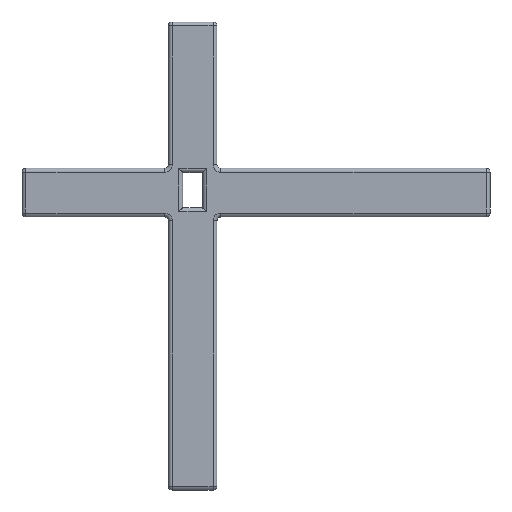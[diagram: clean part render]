
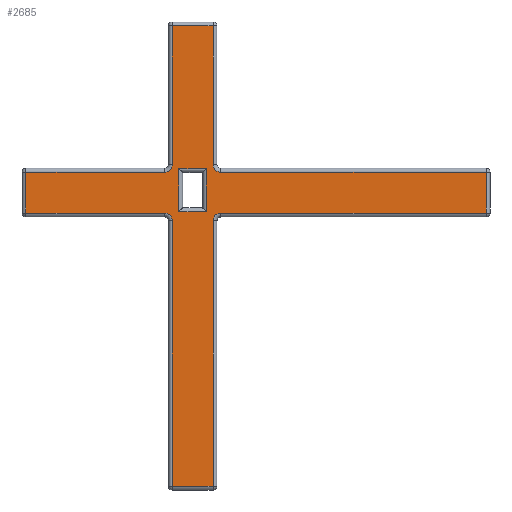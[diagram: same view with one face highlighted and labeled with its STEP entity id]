
A CAD part, front view. The second image highlights one B-rep face of the part: STEP entity #2685.
In plain terms, the highlighted planar face has unit normal (0, -1, 0).
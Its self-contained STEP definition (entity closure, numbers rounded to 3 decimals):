
#1651 = VERTEX_POINT('',#1652);
#1652 = CARTESIAN_POINT('',(7.5,-121.,76.5));
#1659 = EDGE_CURVE('',#1651,#1660,#1662,.T.);
#1660 = VERTEX_POINT('',#1661);
#1661 = CARTESIAN_POINT('',(7.5,-121.,-59.5));
#1662 = LINE('',#1663,#1664);
#1663 = CARTESIAN_POINT('',(7.5,-121.,78.5));
#1664 = VECTOR('',#1665,1.);
#1665 = DIRECTION('',(0.,0.,-1.));
#1715 = VERTEX_POINT('',#1716);
#1716 = CARTESIAN_POINT('',(28.5,-121.,-59.5));
#1723 = EDGE_CURVE('',#1715,#1724,#1726,.T.);
#1724 = VERTEX_POINT('',#1725);
#1725 = CARTESIAN_POINT('',(28.5,-121.,76.5));
#1726 = LINE('',#1727,#1728);
#1727 = CARTESIAN_POINT('',(28.5,-121.,-61.5));
#1728 = VECTOR('',#1729,1.);
#1729 = DIRECTION('',(0.,0.,1.));
#1779 = EDGE_CURVE('',#1651,#1780,#1782,.T.);
#1780 = VERTEX_POINT('',#1781);
#1781 = CARTESIAN_POINT('',(3.5,-121.,80.5));
#1782 = CIRCLE('',#1783,4.);
#1783 = AXIS2_PLACEMENT_3D('',#1784,#1785,#1786);
#1784 = CARTESIAN_POINT('',(3.5,-121.,76.5));
#1785 = DIRECTION('',(0.,-1.,0.));
#1786 = DIRECTION('',(1.,0.,0.));
#1805 = EDGE_CURVE('',#1724,#1806,#1808,.T.);
#1806 = VERTEX_POINT('',#1807);
#1807 = CARTESIAN_POINT('',(32.5,-121.,80.5));
#1808 = CIRCLE('',#1809,4.);
#1809 = AXIS2_PLACEMENT_3D('',#1810,#1811,#1812);
#1810 = CARTESIAN_POINT('',(32.5,-121.,76.5));
#1811 = DIRECTION('',(0.,1.,0.));
#1812 = DIRECTION('',(-1.,0.,0.));
#1850 = VERTEX_POINT('',#1851);
#1851 = CARTESIAN_POINT('',(-67.5,-121.,80.5));
#1858 = EDGE_CURVE('',#1850,#1780,#1859,.T.);
#1859 = LINE('',#1860,#1861);
#1860 = CARTESIAN_POINT('',(-69.5,-121.,80.5));
#1861 = VECTOR('',#1862,1.);
#1862 = DIRECTION('',(1.,0.,0.));
#1907 = EDGE_CURVE('',#1806,#1908,#1910,.T.);
#1908 = VERTEX_POINT('',#1909);
#1909 = CARTESIAN_POINT('',(168.5,-121.,80.5));
#1910 = LINE('',#1911,#1912);
#1911 = CARTESIAN_POINT('',(30.5,-121.,80.5));
#1912 = VECTOR('',#1913,1.);
#1913 = DIRECTION('',(1.,0.,0.));
#2129 = VERTEX_POINT('',#2130);
#2130 = CARTESIAN_POINT('',(3.5,-121.,101.5));
#2137 = EDGE_CURVE('',#2129,#2138,#2140,.T.);
#2138 = VERTEX_POINT('',#2139);
#2139 = CARTESIAN_POINT('',(-67.5,-121.,101.5));
#2140 = LINE('',#2141,#2142);
#2141 = CARTESIAN_POINT('',(5.5,-121.,101.5));
#2142 = VECTOR('',#2143,1.);
#2143 = DIRECTION('',(-1.,0.,0.));
#2193 = VERTEX_POINT('',#2194);
#2194 = CARTESIAN_POINT('',(168.5,-121.,101.5));
#2201 = EDGE_CURVE('',#2193,#2202,#2204,.T.);
#2202 = VERTEX_POINT('',#2203);
#2203 = CARTESIAN_POINT('',(32.5,-121.,101.5));
#2204 = LINE('',#2205,#2206);
#2205 = CARTESIAN_POINT('',(170.5,-121.,101.5));
#2206 = VECTOR('',#2207,1.);
#2207 = DIRECTION('',(-1.,0.,0.));
#2257 = EDGE_CURVE('',#2129,#2258,#2260,.T.);
#2258 = VERTEX_POINT('',#2259);
#2259 = CARTESIAN_POINT('',(7.5,-121.,105.5));
#2260 = CIRCLE('',#2261,4.);
#2261 = AXIS2_PLACEMENT_3D('',#2262,#2263,#2264);
#2262 = CARTESIAN_POINT('',(3.5,-121.,105.5));
#2263 = DIRECTION('',(0.,-1.,0.));
#2264 = DIRECTION('',(0.,0.,-1.));
#2283 = EDGE_CURVE('',#2202,#2284,#2286,.T.);
#2284 = VERTEX_POINT('',#2285);
#2285 = CARTESIAN_POINT('',(28.5,-121.,105.5));
#2286 = CIRCLE('',#2287,4.);
#2287 = AXIS2_PLACEMENT_3D('',#2288,#2289,#2290);
#2288 = CARTESIAN_POINT('',(32.5,-121.,105.5));
#2289 = DIRECTION('',(0.,1.,0.));
#2290 = DIRECTION('',(0.,0.,-1.));
#2328 = VERTEX_POINT('',#2329);
#2329 = CARTESIAN_POINT('',(7.5,-121.,176.5));
#2336 = EDGE_CURVE('',#2328,#2258,#2337,.T.);
#2337 = LINE('',#2338,#2339);
#2338 = CARTESIAN_POINT('',(7.5,-121.,178.5));
#2339 = VECTOR('',#2340,1.);
#2340 = DIRECTION('',(0.,0.,-1.));
#2385 = EDGE_CURVE('',#2284,#2386,#2388,.T.);
#2386 = VERTEX_POINT('',#2387);
#2387 = CARTESIAN_POINT('',(28.5,-121.,176.5));
#2388 = LINE('',#2389,#2390);
#2389 = CARTESIAN_POINT('',(28.5,-121.,103.5));
#2390 = VECTOR('',#2391,1.);
#2391 = DIRECTION('',(0.,0.,1.));
#2685 = ADVANCED_FACE('',(#2686,#2724),#2758,.F.);
#2686 = FACE_BOUND('',#2687,.F.);
#2687 = EDGE_LOOP('',(#2688,#2689,#2690,#2691,#2697,#2698,#2699,#2700,
    #2706,#2707,#2708,#2709,#2715,#2716,#2717,#2718));
#2688 = ORIENTED_EDGE('',*,*,#1659,.F.);
#2689 = ORIENTED_EDGE('',*,*,#1779,.T.);
#2690 = ORIENTED_EDGE('',*,*,#1858,.F.);
#2691 = ORIENTED_EDGE('',*,*,#2692,.F.);
#2692 = EDGE_CURVE('',#2138,#1850,#2693,.T.);
#2693 = LINE('',#2694,#2695);
#2694 = CARTESIAN_POINT('',(-67.5,-121.,103.5));
#2695 = VECTOR('',#2696,1.);
#2696 = DIRECTION('',(0.,0.,-1.));
#2697 = ORIENTED_EDGE('',*,*,#2137,.F.);
#2698 = ORIENTED_EDGE('',*,*,#2257,.T.);
#2699 = ORIENTED_EDGE('',*,*,#2336,.F.);
#2700 = ORIENTED_EDGE('',*,*,#2701,.F.);
#2701 = EDGE_CURVE('',#2386,#2328,#2702,.T.);
#2702 = LINE('',#2703,#2704);
#2703 = CARTESIAN_POINT('',(30.5,-121.,176.5));
#2704 = VECTOR('',#2705,1.);
#2705 = DIRECTION('',(-1.,0.,0.));
#2706 = ORIENTED_EDGE('',*,*,#2385,.F.);
#2707 = ORIENTED_EDGE('',*,*,#2283,.F.);
#2708 = ORIENTED_EDGE('',*,*,#2201,.F.);
#2709 = ORIENTED_EDGE('',*,*,#2710,.F.);
#2710 = EDGE_CURVE('',#1908,#2193,#2711,.T.);
#2711 = LINE('',#2712,#2713);
#2712 = CARTESIAN_POINT('',(168.5,-121.,78.5));
#2713 = VECTOR('',#2714,1.);
#2714 = DIRECTION('',(0.,0.,1.));
#2715 = ORIENTED_EDGE('',*,*,#1907,.F.);
#2716 = ORIENTED_EDGE('',*,*,#1805,.F.);
#2717 = ORIENTED_EDGE('',*,*,#1723,.F.);
#2718 = ORIENTED_EDGE('',*,*,#2719,.F.);
#2719 = EDGE_CURVE('',#1660,#1715,#2720,.T.);
#2720 = LINE('',#2721,#2722);
#2721 = CARTESIAN_POINT('',(5.5,-121.,-59.5));
#2722 = VECTOR('',#2723,1.);
#2723 = DIRECTION('',(1.,0.,0.));
#2724 = FACE_BOUND('',#2725,.F.);
#2725 = EDGE_LOOP('',(#2726,#2736,#2744,#2752));
#2726 = ORIENTED_EDGE('',*,*,#2727,.F.);
#2727 = EDGE_CURVE('',#2728,#2730,#2732,.T.);
#2728 = VERTEX_POINT('',#2729);
#2729 = CARTESIAN_POINT('',(10.9,-121.,81.3));
#2730 = VERTEX_POINT('',#2731);
#2731 = CARTESIAN_POINT('',(10.9,-121.,103.3));
#2732 = LINE('',#2733,#2734);
#2733 = CARTESIAN_POINT('',(10.9,-121.,83.3));
#2734 = VECTOR('',#2735,1.);
#2735 = DIRECTION('',(0.,0.,1.));
#2736 = ORIENTED_EDGE('',*,*,#2737,.F.);
#2737 = EDGE_CURVE('',#2738,#2728,#2740,.T.);
#2738 = VERTEX_POINT('',#2739);
#2739 = CARTESIAN_POINT('',(25.1,-121.,81.3));
#2740 = LINE('',#2741,#2742);
#2741 = CARTESIAN_POINT('',(23.1,-121.,81.3));
#2742 = VECTOR('',#2743,1.);
#2743 = DIRECTION('',(-1.,0.,0.));
#2744 = ORIENTED_EDGE('',*,*,#2745,.F.);
#2745 = EDGE_CURVE('',#2746,#2738,#2748,.T.);
#2746 = VERTEX_POINT('',#2747);
#2747 = CARTESIAN_POINT('',(25.1,-121.,103.3));
#2748 = LINE('',#2749,#2750);
#2749 = CARTESIAN_POINT('',(25.1,-121.,101.3));
#2750 = VECTOR('',#2751,1.);
#2751 = DIRECTION('',(0.,0.,-1.));
#2752 = ORIENTED_EDGE('',*,*,#2753,.F.);
#2753 = EDGE_CURVE('',#2730,#2746,#2754,.T.);
#2754 = LINE('',#2755,#2756);
#2755 = CARTESIAN_POINT('',(12.9,-121.,103.3));
#2756 = VECTOR('',#2757,1.);
#2757 = DIRECTION('',(1.,0.,0.));
#2758 = PLANE('',#2759);
#2759 = AXIS2_PLACEMENT_3D('',#2760,#2761,#2762);
#2760 = CARTESIAN_POINT('',(35.943,-121.,73.057));
#2761 = DIRECTION('',(0.,1.,0.));
#2762 = DIRECTION('',(0.,0.,1.));
